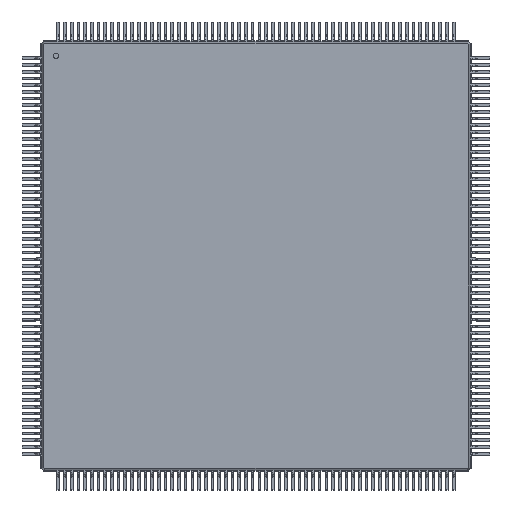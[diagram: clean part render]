
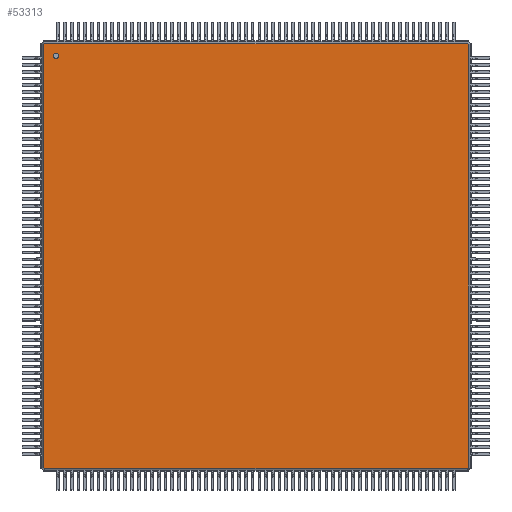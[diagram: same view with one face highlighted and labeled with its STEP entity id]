
A CAD part, top view. The second image highlights one B-rep face of the part: STEP entity #53313.
In plain terms, the highlighted planar face has unit normal (0, 0, 1).
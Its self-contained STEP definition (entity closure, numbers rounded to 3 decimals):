
#13=DIRECTION('',(0.,0.,1.));
#27=VECTOR('',#28,1.);
#28=DIRECTION('',(1.,0.,0.));
#531=VECTOR('',#532,1.);
#532=DIRECTION('',(0.707,-0.707,0.));
#538=VECTOR('',#539,1.);
#539=DIRECTION('',(0.,-1.,0.));
#545=VECTOR('',#546,1.);
#546=DIRECTION('',(-0.707,-0.707,0.));
#552=VECTOR('',#553,1.);
#553=DIRECTION('',(-1.,0.,0.));
#559=VECTOR('',#560,1.);
#560=DIRECTION('',(-0.707,0.707,0.));
#566=VECTOR('',#567,1.);
#567=DIRECTION('',(0.,1.,0.));
#571=VECTOR('',#572,1.);
#572=DIRECTION('',(0.707,0.707,0.));
#20865=VERTEX_POINT('',#20866);
#20866=CARTESIAN_POINT('',(-15.826,15.763,1.6));
#20868=ORIENTED_EDGE('',*,*,#20869,.F.);
#20869=EDGE_CURVE('',#20870,#20865,#20872,.T.);
#20870=VERTEX_POINT('',#20871);
#20871=CARTESIAN_POINT('',(-15.826,-15.763,1.6));
#20872=LINE('',#20871,#566);
#20883=VERTEX_POINT('',#20884);
#20884=CARTESIAN_POINT('',(-15.763,15.826,1.6));
#20886=ORIENTED_EDGE('',*,*,#20887,.F.);
#20887=EDGE_CURVE('',#20865,#20883,#20888,.T.);
#20888=LINE('',#20866,#571);
#21077=VERTEX_POINT('',#21078);
#21078=CARTESIAN_POINT('',(15.763,15.826,1.6));
#21080=ORIENTED_EDGE('',*,*,#21081,.F.);
#21081=EDGE_CURVE('',#20883,#21077,#21082,.T.);
#21082=LINE('',#20884,#27);
#26493=VERTEX_POINT('',#26494);
#26494=CARTESIAN_POINT('',(15.826,15.763,1.6));
#26496=ORIENTED_EDGE('',*,*,#26497,.F.);
#26497=EDGE_CURVE('',#21077,#26493,#26498,.T.);
#26498=LINE('',#21078,#531);
#26987=VERTEX_POINT('',#26988);
#26988=CARTESIAN_POINT('',(15.826,-15.763,1.6));
#26990=ORIENTED_EDGE('',*,*,#26991,.F.);
#26991=EDGE_CURVE('',#26493,#26987,#26992,.T.);
#26992=LINE('',#26494,#538);
#53313=ADVANCED_FACE('',(#53314,#53329),#53339,.T.);
#53314=FACE_BOUND('',#53315,.T.);
#53315=EDGE_LOOP('',(#21080,#20886,#20868,#53316,#53321,#53326,#26990,#26496));
#53316=ORIENTED_EDGE('',*,*,#53317,.F.);
#53317=EDGE_CURVE('',#53318,#20870,#53320,.T.);
#53318=VERTEX_POINT('',#53319);
#53319=CARTESIAN_POINT('',(-15.763,-15.826,1.6));
#53320=LINE('',#53319,#559);
#53321=ORIENTED_EDGE('',*,*,#53322,.F.);
#53322=EDGE_CURVE('',#53323,#53318,#53325,.T.);
#53323=VERTEX_POINT('',#53324);
#53324=CARTESIAN_POINT('',(15.763,-15.826,1.6));
#53325=LINE('',#53324,#552);
#53326=ORIENTED_EDGE('',*,*,#53327,.F.);
#53327=EDGE_CURVE('',#26987,#53323,#53328,.T.);
#53328=LINE('',#26988,#545);
#53329=FACE_BOUND('',#53330,.T.);
#53330=EDGE_LOOP('',(#53331));
#53331=ORIENTED_EDGE('',*,*,#53332,.T.);
#53332=EDGE_CURVE('',#53333,#53333,#53335,.T.);
#53333=VERTEX_POINT('',#53334);
#53334=CARTESIAN_POINT('',(-14.926,14.726,1.6));
#53335=CIRCLE('',#53336,0.2);
#53336=AXIS2_PLACEMENT_3D('',#53337,#53338,#539);
#53337=CARTESIAN_POINT('',(-14.926,14.926,1.6));
#53338=DIRECTION('',(0.,-0.,-1.));
#53339=PLANE('',#53340);
#53340=AXIS2_PLACEMENT_3D('',#20884,#13,#53341);
#53341=DIRECTION('',(0.706,-0.709,0.));
